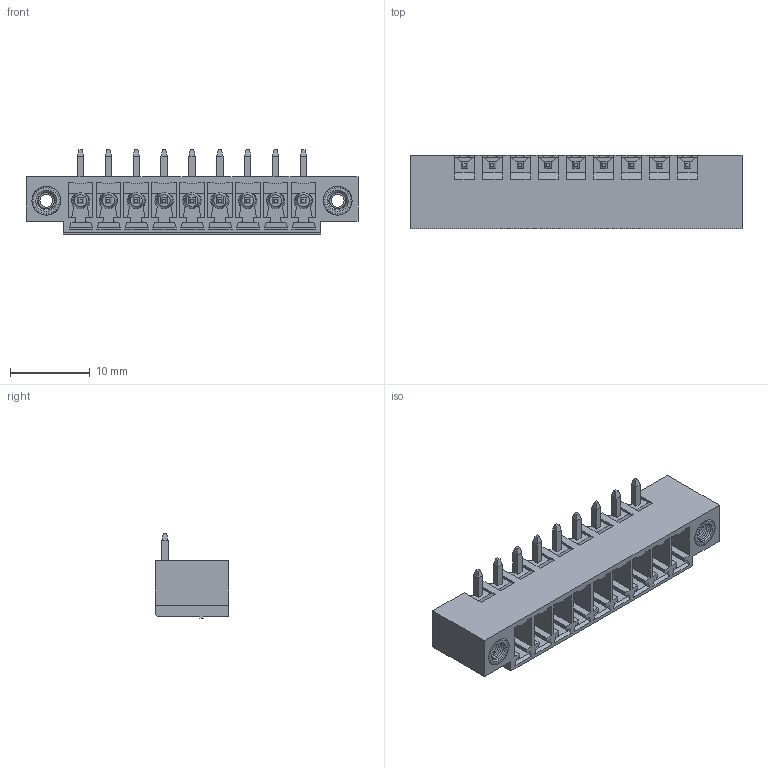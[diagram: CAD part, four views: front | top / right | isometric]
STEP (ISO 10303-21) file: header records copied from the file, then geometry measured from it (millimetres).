
FILE_DESCRIPTION( ('This file contains a STEP AP42 implementation' ,'as created by ZW3D STEP Interface translator.') ,'2;1' );
FILE_NAME( 'WJ15EDGRM-3.5-09P-00A.stp' ,'24 119. 83515', (''), ('ZWCAD Software Co.'), 'Version 1.0', 'ZW3D to STEP translator', '' );
FILE_SCHEMA(('AUTOMOTIVE_DESIGN { 1 0 10303 214 1 1 1 1 }'));
Length unit declared in the file: millimetre
Products named in the file (2): 0; WJ15EDGRM-3.5-14P-00A
Bounding box: 41.7 x 9.2 x 10.6 mm (x, y, z)
Volume: 1413.4 mm3; surface area: 3603.5 mm2
Topology: 1 solids, 1 shells, 1161 faces, 3270 edges, 2157 vertices
Faces by surface type: plane 808, cone 230, cylinder 103, bspline 20
Entity records: 45045 total; most frequent: CARTESIAN_POINT 14094, ORIENTED_EDGE 6540, DIRECTION 5513, EDGE_CURVE 3270, VERTEX_POINT 2157, VECTOR 2051, LINE 2051, AXIS2_PLACEMENT_3D 1731
